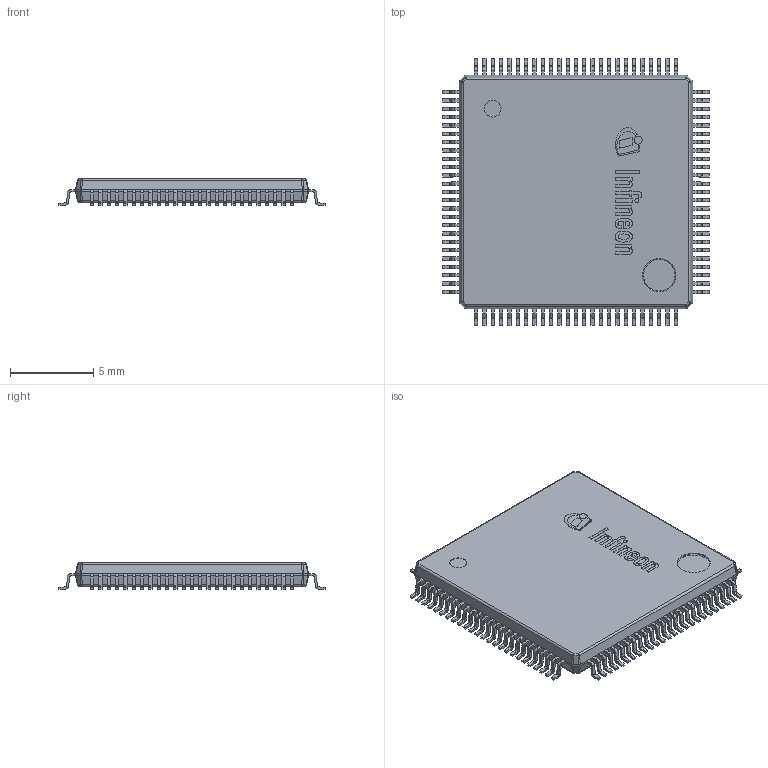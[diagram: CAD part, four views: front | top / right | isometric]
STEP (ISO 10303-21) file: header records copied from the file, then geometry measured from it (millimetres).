
FILE_DESCRIPTION(/* description */ (''),/* implementation_level */ '2;1');
FILE_NAME(/* name */ 'PG-LQFP-100-25_Z8B00163549_7x7_V06_3D.stp',/* time_stamp */ '2023-08-24T14:30:44+05:00',/* author */ ('Subramani'),/* organization */ (''),/* preprocessor_version */ 'ST-DEVELOPER v16.13',/* originating_system */ 'AutoCAD Mechanical',/* authorisation */ '');
FILE_SCHEMA (('AUTOMOTIVE_DESIGN { 1 0 10303 214 3 1 1 }'));
Length unit declared in the file: millimetre
Products named in the file (1): Product
Bounding box: 16 x 16 x 1.61 mm (x, y, z)
Volume: 278.3 mm3; surface area: 1471.9 mm2
Topology: 117 solids, 117 shells, 1919 faces, 4969 edges, 3295 vertices
Faces by surface type: plane 1350, cylinder 530, bspline 18, sphere 16, torus 5
Full cylindrical faces by diameter (mm): 0.24 x1, 0.488 x1, 1 x3, 2 x4
Entity records: 58468 total; most frequent: CARTESIAN_POINT 10616, ORIENTED_EDGE 9910, DIRECTION 9788, EDGE_CURVE 4955, LINE 3854, VECTOR 3854, VERTEX_POINT 3295, AXIS2_PLACEMENT_3D 2967
